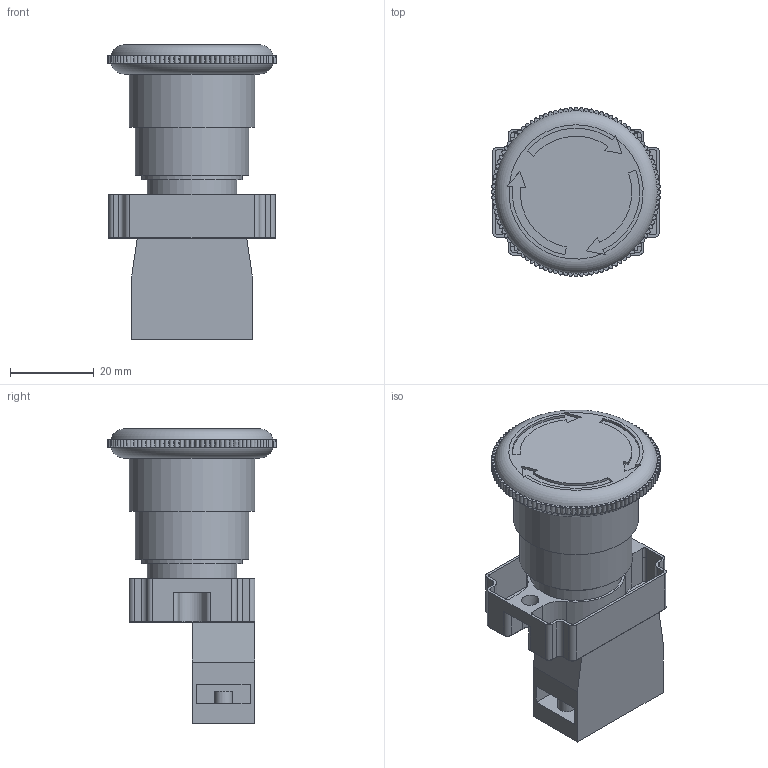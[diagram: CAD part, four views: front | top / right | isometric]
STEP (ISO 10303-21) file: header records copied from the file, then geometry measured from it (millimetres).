
FILE_DESCRIPTION (( 'STEP AP203' ), '1' );
FILE_NAME ('E-Stop_Assembled.stp', '2015-08-29T14:45:37', ( 'OI' ), ( 'OI' ), 'SwSTEP 2.0', 'SolidWorks 2014', '' );
FILE_SCHEMA (( 'CONFIG_CONTROL_DESIGN' ));
Length unit declared in the file: inch
Products named in the file (3): E-Stop Base^E-Stop_Assembled; E-Stop Button^E-Stop_Assembled; E-Stop_Assembled
Assembly tree (2 placements, depth 2):
  E-Stop_Assembled
    E-Stop Base^E-Stop_Assembled
    E-Stop Button^E-Stop_Assembled
Bounding box: 40.41 x 40.41 x 70.36 mm (x, y, z)
Volume: 24146.5 mm3; surface area: 24248.9 mm2
Topology: 8 solids, 8 shells, 525 faces, 1165 edges, 765 vertices
Faces by surface type: plane 318, bspline 100, cylinder 87, torus 20
Full cylindrical faces by diameter (mm): 4.064 x2, 4.19 x4, 5.842 x2, 6.35 x2, 18.034 x1, 21.463 x2, 22.225 x1, 24.13 x2, 27.051 x2, 29.972 x1
Entity records: 16010 total; most frequent: CARTESIAN_POINT 5157, ORIENTED_EDGE 2272, DIRECTION 1987, EDGE_CURVE 1136, AXIS2_PLACEMENT_3D 828, VERTEX_POINT 758, EDGE_LOOP 672, FACE_OUTER_BOUND 546
